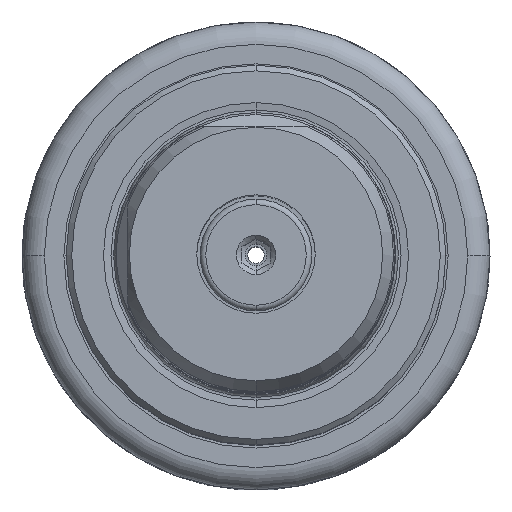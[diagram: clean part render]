
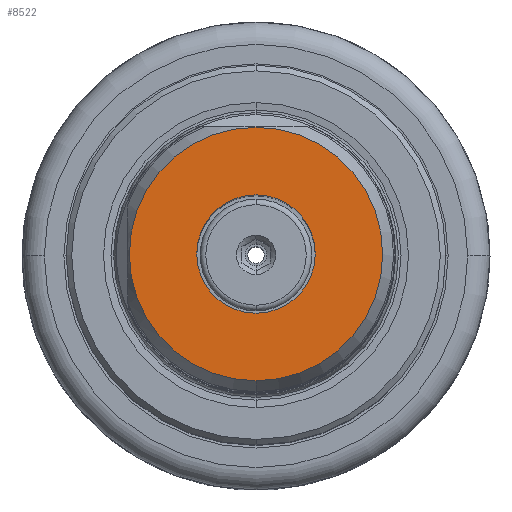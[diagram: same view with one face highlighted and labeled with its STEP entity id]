
A CAD part, top view. The second image highlights one B-rep face of the part: STEP entity #8522.
In plain terms, the highlighted planar face has unit normal (0, 0, 1).
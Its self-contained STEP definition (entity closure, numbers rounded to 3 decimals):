
#2370=CARTESIAN_POINT('',(0,0,0));
#2371=DIRECTION('',(0,0,1));
#2372=DIRECTION('',(0,1,0));
#2373=AXIS2_PLACEMENT_3D('',#2370,#2371,#2372);
#2375=CARTESIAN_POINT('',(0,0,0));
#2376=DIRECTION('',(0,0,-1));
#2377=DIRECTION('',(0,1,0));
#2378=AXIS2_PLACEMENT_3D('',#2375,#2376,#2377);
#2380=CARTESIAN_POINT('',(0,0,0));
#2381=DIRECTION('',(0,0,-1));
#2382=DIRECTION('',(0,1,0));
#2383=AXIS2_PLACEMENT_3D('',#2380,#2381,#2382);
#2385=CARTESIAN_POINT('',(0,0,0));
#2386=DIRECTION('',(0,0,-1));
#2387=DIRECTION('',(0,-1,0));
#2388=AXIS2_PLACEMENT_3D('',#2385,#2386,#2387);
#3927=CARTESIAN_POINT('',(0,-11.343,0));
#3929=VERTEX_POINT('',#3927);
#3930=CARTESIAN_POINT('',(0,11.343,0));
#3931=VERTEX_POINT('',#3930);
#3998=CARTESIAN_POINT('',(0,5.3,0));
#3999=CARTESIAN_POINT('',(0,-5.3,0));
#4000=VERTEX_POINT('',#3998);
#4001=VERTEX_POINT('',#3999);
#8507=CARTESIAN_POINT('',(0,0,0));
#8508=DIRECTION('',(0,0,-1));
#8509=DIRECTION('',(0,-1,0));
#8510=AXIS2_PLACEMENT_3D('',#8507,#8508,#8509);
#8511=PLANE('',#8510);
#8512=ORIENTED_EDGE('',*,*,#8379,.F.);
#8513=ORIENTED_EDGE('',*,*,#8501,.T.);
#8514=EDGE_LOOP('',(#8512,#8513));
#8515=FACE_OUTER_BOUND('',#8514,.F.);
#8517=ORIENTED_EDGE('',*,*,#8516,.F.);
#8519=ORIENTED_EDGE('',*,*,#8518,.F.);
#8520=EDGE_LOOP('',(#8517,#8519));
#8521=FACE_BOUND('',#8520,.F.);
#8522=ADVANCED_FACE('',(#8515,#8521),#8511,.F.);
#2374=CIRCLE('',#2373,11.343);
#2379=CIRCLE('',#2378,11.343);
#2384=CIRCLE('',#2383,5.3);
#2389=CIRCLE('',#2388,5.3);
#8379=EDGE_CURVE('',#3931,#3929,#2374,.T.);
#8501=EDGE_CURVE('',#3931,#3929,#2379,.T.);
#8516=EDGE_CURVE('',#4000,#4001,#2384,.T.);
#8518=EDGE_CURVE('',#4001,#4000,#2389,.T.);
